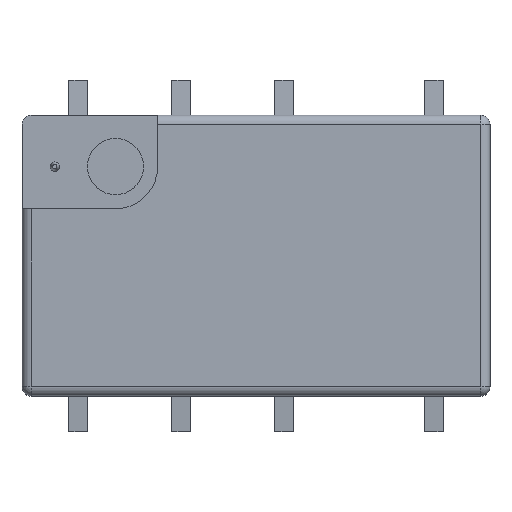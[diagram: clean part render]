
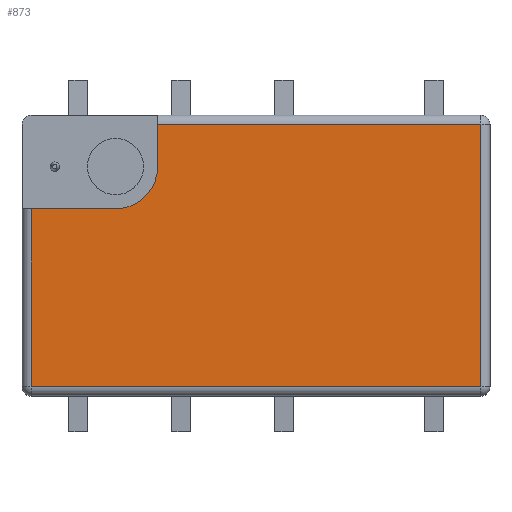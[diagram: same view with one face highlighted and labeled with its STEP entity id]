
A CAD part, top view. The second image highlights one B-rep face of the part: STEP entity #873.
In plain terms, the highlighted planar face has unit normal (0, 0, 1).
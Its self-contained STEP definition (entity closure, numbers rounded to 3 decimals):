
#873=ADVANCED_FACE('',(#2084),#2086,.T.);
#2084=FACE_BOUND('',#2085,.T.);
#2085=EDGE_LOOP('',(#2924,#2925,#2926,#2927,#2928,#2929,#2930));
#2086=PLANE('',#2087);
#2087=AXIS2_PLACEMENT_3D('',#2088,#2089,#2090);
#2088=CARTESIAN_POINT('',(0.,0.,4.65));
#2089=DIRECTION('',(0.,0.,1.));
#2090=DIRECTION('',(-1.,0.,0.));
#2924=ORIENTED_EDGE('',*,*,#3362,.T.);
#2925=ORIENTED_EDGE('',*,*,#3359,.T.);
#2926=ORIENTED_EDGE('',*,*,#3356,.T.);
#2927=ORIENTED_EDGE('',*,*,#3353,.T.);
#2928=ORIENTED_EDGE('',*,*,#3368,.T.);
#2929=ORIENTED_EDGE('',*,*,#3366,.T.);
#2930=ORIENTED_EDGE('',*,*,#3364,.T.);
#3353=EDGE_CURVE('',#3850,#3848,#3851,.T.);
#3356=EDGE_CURVE('',#3854,#3850,#3855,.T.);
#3359=EDGE_CURVE('',#3858,#3854,#3859,.T.);
#3362=EDGE_CURVE('',#3862,#3858,#3863,.T.);
#3364=EDGE_CURVE('',#3865,#3862,#3866,.F.);
#3366=EDGE_CURVE('',#3868,#3865,#3869,.F.);
#3368=EDGE_CURVE('',#3848,#3868,#3871,.F.);
#3848=VERTEX_POINT('',#4886);
#3850=VERTEX_POINT('',#4891);
#3851=LINE('',#4892,#4893);
#3854=VERTEX_POINT('',#4903);
#3855=LINE('',#4904,#4905);
#3858=VERTEX_POINT('',#4915);
#3859=LINE('',#4916,#4917);
#3862=VERTEX_POINT('',#4927);
#3863=LINE('',#4928,#4929);
#3865=VERTEX_POINT('',#4935);
#3866=LINE('',#4936,#4937);
#3868=VERTEX_POINT('',#4942);
#3869=CIRCLE('',#4943,0.9);
#3871=LINE('',#4950,#4951);
#4886=CARTESIAN_POINT('',(-2.1,2.8,4.65));
#4891=CARTESIAN_POINT('',(4.8,2.8,4.65));
#4892=CARTESIAN_POINT('',(4.8,2.8,4.65));
#4893=VECTOR('',#4894,1.);
#4894=DIRECTION('',(-1.,0.,0.));
#4903=CARTESIAN_POINT('',(4.8,-2.8,4.65));
#4904=CARTESIAN_POINT('',(4.8,-2.8,4.65));
#4905=VECTOR('',#4906,1.);
#4906=DIRECTION('',(0.,1.,0.));
#4915=CARTESIAN_POINT('',(-4.8,-2.8,4.65));
#4916=CARTESIAN_POINT('',(-4.8,-2.8,4.65));
#4917=VECTOR('',#4918,1.);
#4918=DIRECTION('',(1.,0.,0.));
#4927=CARTESIAN_POINT('',(-4.8,1.,4.65));
#4928=CARTESIAN_POINT('',(-4.8,1.,4.65));
#4929=VECTOR('',#4930,1.);
#4930=DIRECTION('',(0.,-1.,0.));
#4935=CARTESIAN_POINT('',(-3.,1.,4.65));
#4936=CARTESIAN_POINT('',(-4.8,1.,4.65));
#4937=VECTOR('',#4938,1.);
#4938=DIRECTION('',(1.,0.,0.));
#4942=CARTESIAN_POINT('',(-2.1,1.9,4.65));
#4943=AXIS2_PLACEMENT_3D('',#4944,#4945,#4946);
#4944=CARTESIAN_POINT('',(-3.,1.9,4.65));
#4945=DIRECTION('',(0.,0.,1.));
#4946=DIRECTION('',(0.,-1.,0.));
#4950=CARTESIAN_POINT('',(-2.1,1.9,4.65));
#4951=VECTOR('',#4952,1.);
#4952=DIRECTION('',(0.,1.,0.));
